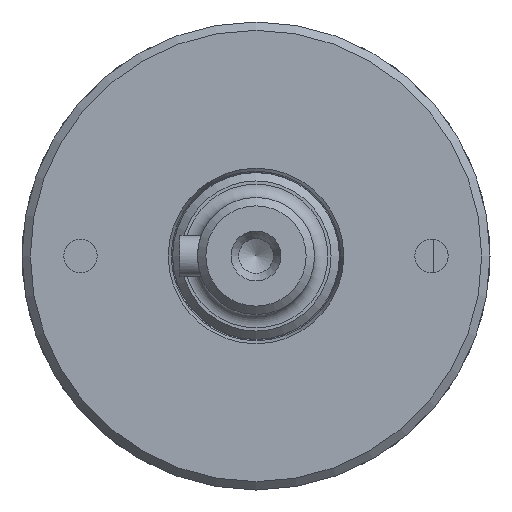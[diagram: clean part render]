
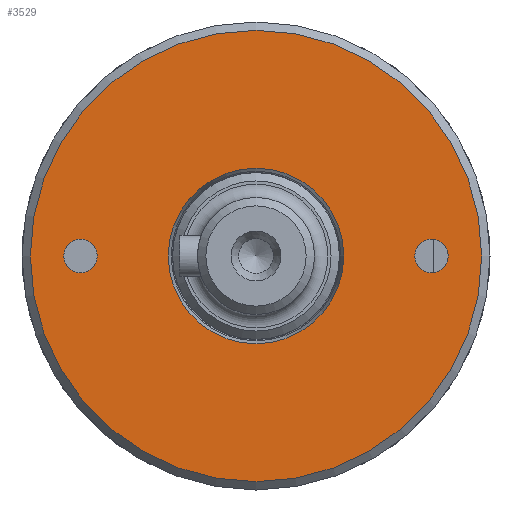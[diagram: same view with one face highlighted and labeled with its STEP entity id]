
A CAD part, left-side view. The second image highlights one B-rep face of the part: STEP entity #3529.
In plain terms, the highlighted planar face has unit normal (-1, 0, 0).
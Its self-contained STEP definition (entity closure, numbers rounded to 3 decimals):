
#88=FACE_BOUND('',#491,.T.);
#89=FACE_BOUND('',#492,.T.);
#90=FACE_BOUND('',#493,.T.);
#119=PLANE('',#3788);
#279=FACE_OUTER_BOUND('',#490,.T.);
#490=EDGE_LOOP('',(#2332,#2333));
#491=EDGE_LOOP('',(#2334,#2335));
#492=EDGE_LOOP('',(#2336,#2337));
#493=EDGE_LOOP('',(#2338,#2339));
#1256=CIRCLE('',#3769,2.);
#1257=CIRCLE('',#3770,2.);
#1260=CIRCLE('',#3775,2.);
#1261=CIRCLE('',#3776,2.);
#1268=CIRCLE('',#3786,10.5);
#1269=CIRCLE('',#3787,10.5);
#1270=CIRCLE('',#3789,27.);
#1271=CIRCLE('',#3790,27.);
#1456=VERTEX_POINT('',#5248);
#1457=VERTEX_POINT('',#5249);
#1461=VERTEX_POINT('',#5261);
#1462=VERTEX_POINT('',#5262);
#1469=VERTEX_POINT('',#5281);
#1470=VERTEX_POINT('',#5283);
#1471=VERTEX_POINT('',#5287);
#1472=VERTEX_POINT('',#5288);
#1796=EDGE_CURVE('',#1456,#1457,#1256,.T.);
#1797=EDGE_CURVE('',#1457,#1456,#1257,.T.);
#1802=EDGE_CURVE('',#1461,#1462,#1260,.T.);
#1803=EDGE_CURVE('',#1462,#1461,#1261,.T.);
#1812=EDGE_CURVE('',#1470,#1469,#1268,.T.);
#1813=EDGE_CURVE('',#1469,#1470,#1269,.T.);
#1814=EDGE_CURVE('',#1471,#1472,#1270,.T.);
#1815=EDGE_CURVE('',#1472,#1471,#1271,.T.);
#2332=ORIENTED_EDGE('',*,*,#1814,.F.);
#2333=ORIENTED_EDGE('',*,*,#1815,.F.);
#2334=ORIENTED_EDGE('',*,*,#1796,.T.);
#2335=ORIENTED_EDGE('',*,*,#1797,.T.);
#2336=ORIENTED_EDGE('',*,*,#1802,.T.);
#2337=ORIENTED_EDGE('',*,*,#1803,.T.);
#2338=ORIENTED_EDGE('',*,*,#1812,.T.);
#2339=ORIENTED_EDGE('',*,*,#1813,.T.);
#3529=ADVANCED_FACE('',(#279,#88,#89,#90),#119,.T.);
#3769=AXIS2_PLACEMENT_3D('',#5250,#4181,#4182);
#3770=AXIS2_PLACEMENT_3D('',#5251,#4183,#4184);
#3775=AXIS2_PLACEMENT_3D('',#5263,#4195,#4196);
#3776=AXIS2_PLACEMENT_3D('',#5264,#4197,#4198);
#3786=AXIS2_PLACEMENT_3D('',#5284,#4219,#4220);
#3787=AXIS2_PLACEMENT_3D('',#5285,#4221,#4222);
#3788=AXIS2_PLACEMENT_3D('',#5286,#4223,#4224);
#3789=AXIS2_PLACEMENT_3D('',#5289,#4225,#4226);
#3790=AXIS2_PLACEMENT_3D('',#5290,#4227,#4228);
#4181=DIRECTION('center_axis',(1.,0.,0.));
#4182=DIRECTION('ref_axis',(0.,0.,
-1.));
#4183=DIRECTION('center_axis',(1.,0.,0.));
#4184=DIRECTION('ref_axis',(0.,0.,
-1.));
#4195=DIRECTION('center_axis',(1.,0.,0.));
#4196=DIRECTION('ref_axis',(0.,0.,
-1.));
#4197=DIRECTION('center_axis',(1.,0.,0.));
#4198=DIRECTION('ref_axis',(0.,0.,
-1.));
#4219=DIRECTION('center_axis',(1.,0.,0.));
#4220=DIRECTION('ref_axis',(0.,-1.,0.));
#4221=DIRECTION('center_axis',(1.,0.,0.));
#4222=DIRECTION('ref_axis',(0.,-1.,0.));
#4223=DIRECTION('center_axis',(-1.,0.,0.));
#4224=DIRECTION('ref_axis',(0.,0.,
-1.));
#4225=DIRECTION('center_axis',(1.,0.,0.));
#4226=DIRECTION('ref_axis',(0.,-1.,0.));
#4227=DIRECTION('center_axis',(1.,0.,0.));
#4228=DIRECTION('ref_axis',(0.,-1.,0.));
#5248=CARTESIAN_POINT('',(-139.4,-21.,-2.));
#5249=CARTESIAN_POINT('',(-139.4,-21.,2.));
#5250=CARTESIAN_POINT('Origin',(-139.4,-21.,0.));
#5251=CARTESIAN_POINT('Origin',(-139.4,-21.,0.));
#5261=CARTESIAN_POINT('',(-139.4,21.,-2.));
#5262=CARTESIAN_POINT('',(-139.4,21.,2.));
#5263=CARTESIAN_POINT('Origin',(-139.4,21.,0.));
#5264=CARTESIAN_POINT('Origin',(-139.4,21.,0.));
#5281=CARTESIAN_POINT('',(-139.4,10.5,0.));
#5283=CARTESIAN_POINT('',(-139.4,-10.5,0.));
#5284=CARTESIAN_POINT('Origin',(-139.4,0.,0.));
#5285=CARTESIAN_POINT('Origin',(-139.4,0.,0.));
#5286=CARTESIAN_POINT('Origin',(-139.4,-18.75,0.));
#5287=CARTESIAN_POINT('',(-139.4,-27.,0.));
#5288=CARTESIAN_POINT('',(-139.4,27.,0.));
#5289=CARTESIAN_POINT('Origin',(-139.4,0.,0.));
#5290=CARTESIAN_POINT('Origin',(-139.4,0.,0.));
